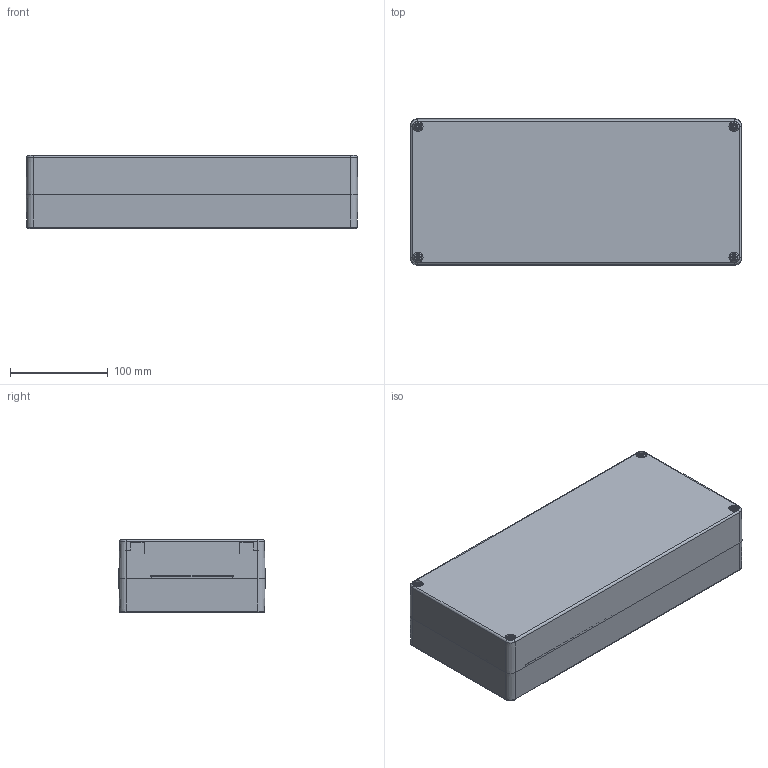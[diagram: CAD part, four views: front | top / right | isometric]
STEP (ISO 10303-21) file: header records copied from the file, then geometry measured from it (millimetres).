
FILE_DESCRIPTION((''),'2;1');
FILE_NAME('0402108300-MBT_341580-K_VE.stp','2015-12-22T14:51:47',('robin.rentz'),(''),'Autodesk Inventor 2012','Autodesk Inventor 2012','');
FILE_SCHEMA(('AUTOMOTIVE_DESIGN { 1 2 10303 214 0 1 1 1 }'));
Length unit declared in the file: millimetre
Products named in the file (6): 0402108300-MBT_341580-K_VE; 0401108202-UT_341535_VE; 0302108601-OT_341540-K_VE; xxx-O-Ring--OT--MBM-MBT_341540; 1990000009 M6 Gewindebuchse; Schraube BM 6x45
Assembly tree (11 placements, depth 2):
  0402108300-MBT_341580-K_VE
    0401108202-UT_341535_VE
    0302108601-OT_341540-K_VE
    xxx-O-Ring--OT--MBM-MBT_341540
    1990000009 M6 Gewindebuchse  x4
    Schraube BM 6x45  x4
Bounding box: 340 x 150 x 75 mm (x, y, z)
Volume: 680947 mm3; surface area: 384486.7 mm2
Topology: 11 solids, 11 shells, 1304 faces, 3072 edges, 1852 vertices
Faces by surface type: plane 424, cylinder 380, cone 324, torus 160, sphere 16
Full cylindrical faces by diameter (mm): 4.917 x4, 5 x4, 5.5 x4, 6 x4, 7 x4, 7.5 x4, 7.7 x4, 7.8 x4, 9 x4, 9.4 x4, 10 x4, 10.5 x4
Entity records: 23570 total; most frequent: DIRECTION 4364, CARTESIAN_POINT 4337, ORIENTED_EDGE 3662, EDGE_CURVE 1831, AXIS2_PLACEMENT_3D 1802, VERTEX_POINT 1171, EDGE_LOOP 1018, CIRCLE 947
